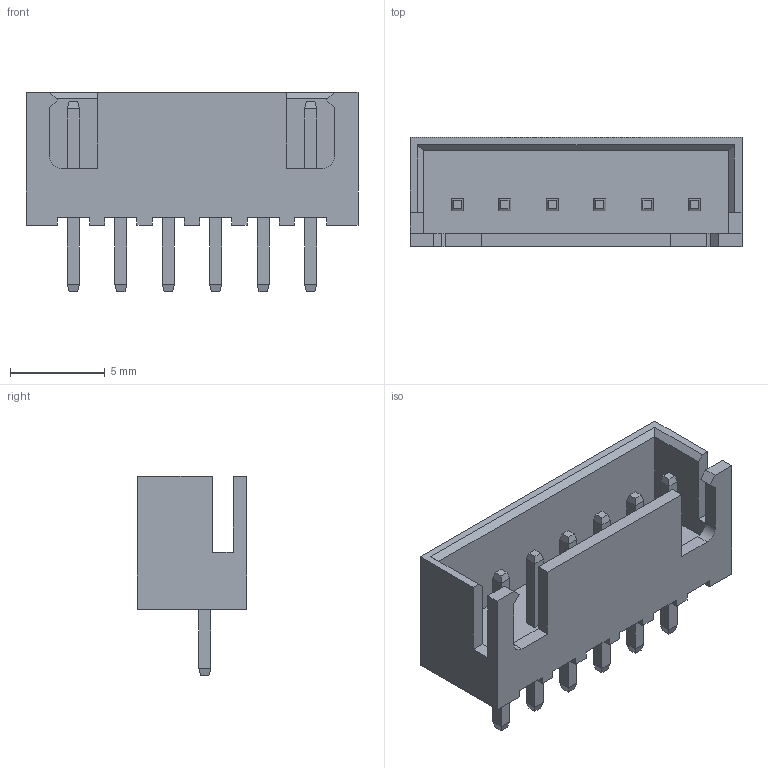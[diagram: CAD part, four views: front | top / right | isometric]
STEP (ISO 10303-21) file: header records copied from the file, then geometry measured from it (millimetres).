
FILE_DESCRIPTION (( 'STEP AP214' ), '1' );
FILE_NAME ('7C4699CB-7F21-40F8-A329-435F6B7D6A83.STEP', '2025-01-01T19:37:20', ( '' ), ( '' ), 'SwSTEP 2.0', 'SolidWorks 2022', '' );
FILE_SCHEMA (( 'AUTOMOTIVE_DESIGN' ));
Length unit declared in the file: millimetre
Products named in the file (1): 7C4699CB-7F21-40F8-A329-435F6B7D6A83
Bounding box: 17.5 x 5.75 x 10.5 mm (x, y, z)
Volume: 330 mm3; surface area: 837.5 mm2
Topology: 1 solids, 1 shells, 165 faces, 403 edges, 252 vertices
Faces by surface type: plane 163, cylinder 2
Entity records: 5342 total; most frequent: CARTESIAN_POINT 821, ORIENTED_EDGE 806, DIRECTION 739, EDGE_CURVE 403, LINE 399, VECTOR 399, VERTEX_POINT 252, EDGE_LOOP 177
